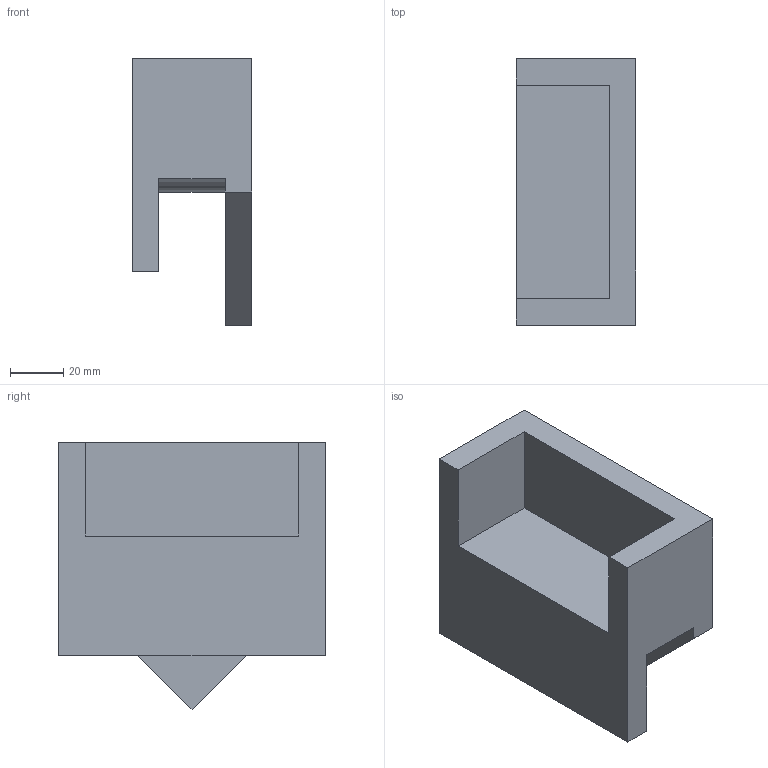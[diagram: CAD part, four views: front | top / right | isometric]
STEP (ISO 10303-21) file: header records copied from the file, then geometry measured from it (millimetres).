
FILE_DESCRIPTION(('STEP Exchange'),'2;1');
FILE_NAME('cursor.stp','2025-08-27T16:51:32+00:00',('none'),('none'),'EUROBOT','STEP','none');
FILE_SCHEMA(('AUTOMOTIVE_DESIGN { 1 0 10303 214 1 1 1 1 }'));
Length unit declared in the file: millimetre
Products named in the file (1): cursor
Bounding box: 45 x 100 x 100 mm (x, y, z)
Volume: 172570.9 mm3; surface area: 38649.7 mm2
Topology: 1 solids, 1 shells, 19 faces, 51 edges, 34 vertices
Faces by surface type: plane 17, cylinder 2
Entity records: 592 total; most frequent: CARTESIAN_POINT 102, ORIENTED_EDGE 102, DIRECTION 83, EDGE_CURVE 51, VECTOR 47, LINE 47, VERTEX_POINT 34, AXIS2_PLACEMENT_3D 21
